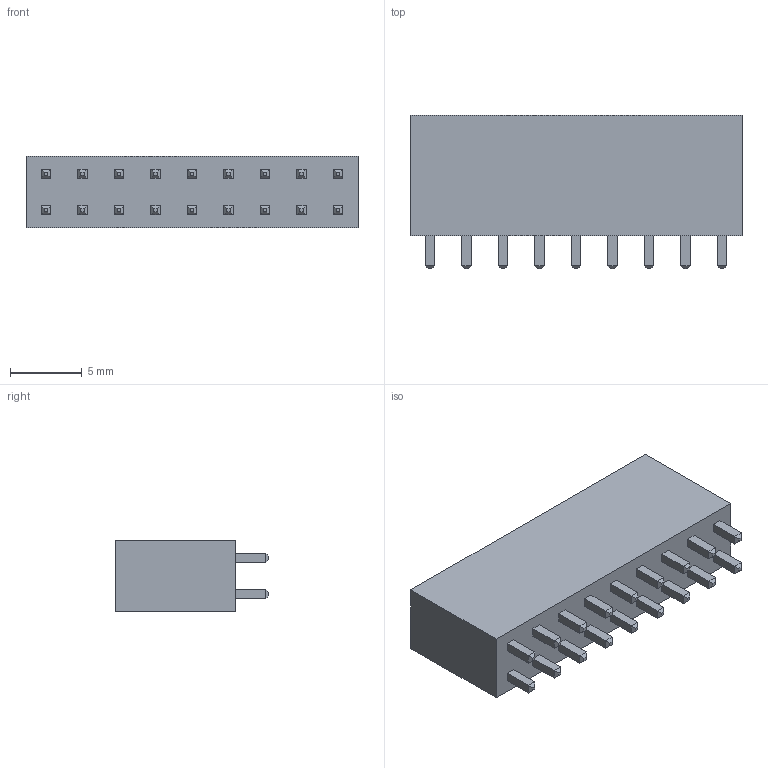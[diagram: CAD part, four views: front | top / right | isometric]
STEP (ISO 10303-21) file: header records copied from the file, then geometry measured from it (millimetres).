
FILE_DESCRIPTION (( 'STEP AP214' ), '1' );
FILE_NAME ('PBD_2.54_18.STEP', '2024-11-19T06:04:03', ( '' ), ( '' ), 'SwSTEP 2.0', 'SolidWorks 2024', '' );
FILE_SCHEMA (( 'AUTOMOTIVE_DESIGN' ));
Length unit declared in the file: millimetre
Products named in the file (1): PBD_2.54_18
Bounding box: 23.11 x 10.69 x 5 mm (x, y, z)
Volume: 841.1 mm3; surface area: 1371 mm2
Topology: 1 solids, 1 shells, 330 faces, 732 edges, 440 vertices
Faces by surface type: plane 330
Entity records: 10529 total; most frequent: CARTESIAN_POINT 1503, ORIENTED_EDGE 1464, DIRECTION 1394, LINE 732, VECTOR 732, EDGE_CURVE 732, VERTEX_POINT 440, EDGE_LOOP 366
